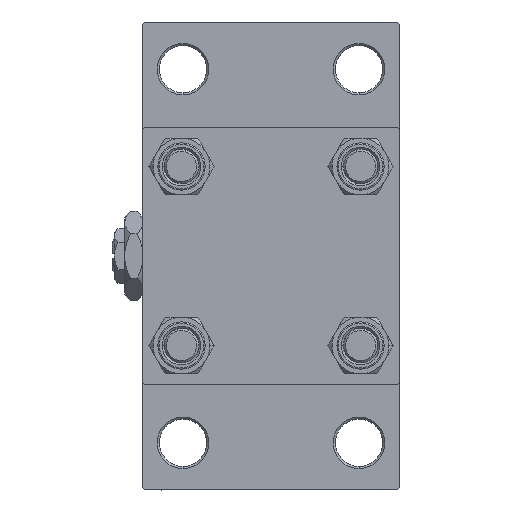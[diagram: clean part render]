
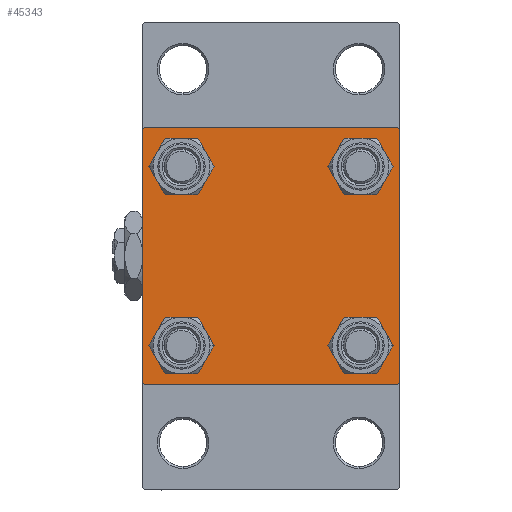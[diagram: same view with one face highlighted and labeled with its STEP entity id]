
A CAD part, left-side view. The second image highlights one B-rep face of the part: STEP entity #45343.
In plain terms, the highlighted planar face has unit normal (-1, 0, 0).
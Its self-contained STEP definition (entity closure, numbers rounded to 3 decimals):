
#46 = VERTEX_POINT ( 'NONE', #35342 ) ;
#1660 = EDGE_LOOP ( 'NONE', ( #11809, #34513 ) ) ;
#3478 = VERTEX_POINT ( 'NONE', #18127 ) ;
#4827 = DIRECTION ( 'NONE',  ( 0., 0., 1. ) ) ;
#5648 = CARTESIAN_POINT ( 'NONE',  ( 0., 20.85, -20.85 ) ) ;
#5791 = DIRECTION ( 'NONE',  ( 0., 0., 1. ) ) ;
#6093 = CARTESIAN_POINT ( 'NONE',  ( 0., -29.75, -29.75 ) ) ;
#6335 = CARTESIAN_POINT ( 'NONE',  ( 0., 20.85, 16.35 ) ) ;
#6636 = CARTESIAN_POINT ( 'NONE',  ( 0., 30., 30. ) ) ;
#6861 = CARTESIAN_POINT ( 'NONE',  ( 0., 30., 30. ) ) ;
#6985 = DIRECTION ( 'NONE',  ( 0., -0.707, -0.707 ) ) ;
#7071 = AXIS2_PLACEMENT_3D ( 'NONE', #46710, #46465, #4827 ) ;
#7109 = VERTEX_POINT ( 'NONE', #6335 ) ;
#7140 = CARTESIAN_POINT ( 'NONE',  ( 0., 20.85, 20.85 ) ) ;
#7199 = DIRECTION ( 'NONE',  ( 1., 0., 0. ) ) ;
#7238 = AXIS2_PLACEMENT_3D ( 'NONE', #13463, #17200, #24706 ) ;
#7718 = LINE ( 'NONE', #19422, #11952 ) ;
#7924 = CARTESIAN_POINT ( 'NONE',  ( 0., 20.85, 25.35 ) ) ;
#8291 = CARTESIAN_POINT ( 'NONE',  ( 0., 29.75, 29.75 ) ) ;
#8492 = DIRECTION ( 'NONE',  ( 0., 0., 1. ) ) ;
#8653 = VERTEX_POINT ( 'NONE', #37845 ) ;
#10010 = ORIENTED_EDGE ( 'NONE', *, *, #26628, .T. ) ;
#11271 = DIRECTION ( 'NONE',  ( 0., 0., -1. ) ) ;
#11809 = ORIENTED_EDGE ( 'NONE', *, *, #31096, .T. ) ;
#11952 = VECTOR ( 'NONE', #6985, 1000. ) ;
#12362 = ORIENTED_EDGE ( 'NONE', *, *, #41105, .T. ) ;
#12508 = PLANE ( 'NONE',  #37136 ) ;
#12509 = VERTEX_POINT ( 'NONE', #38250 ) ;
#12758 = FACE_BOUND ( 'NONE', #41356, .T. ) ;
#12859 = DIRECTION ( 'NONE',  ( 1., 0., 0. ) ) ;
#13025 = CIRCLE ( 'NONE', #31381, 4.5 ) ;
#13145 = VERTEX_POINT ( 'NONE', #18369 ) ;
#13463 = CARTESIAN_POINT ( 'NONE',  ( 0., -20.85, -20.85 ) ) ;
#14378 = DIRECTION ( 'NONE',  ( 0., 0., 1. ) ) ;
#14646 = VERTEX_POINT ( 'NONE', #39098 ) ;
#14921 = CARTESIAN_POINT ( 'NONE',  ( 0., -20.85, 20.85 ) ) ;
#15088 = VERTEX_POINT ( 'NONE', #28833 ) ;
#15380 = ORIENTED_EDGE ( 'NONE', *, *, #25415, .F. ) ;
#15412 = EDGE_CURVE ( 'NONE', #8653, #43801, #28611, .T. ) ;
#16004 = CARTESIAN_POINT ( 'NONE',  ( 0., -30., 30. ) ) ;
#16254 = FACE_BOUND ( 'NONE', #1660, .T. ) ;
#16515 = CARTESIAN_POINT ( 'NONE',  ( 0., 20.85, 20.85 ) ) ;
#16705 = AXIS2_PLACEMENT_3D ( 'NONE', #5648, #12859, #46792 ) ;
#16751 = FACE_BOUND ( 'NONE', #44294, .T. ) ;
#16997 = CARTESIAN_POINT ( 'NONE',  ( 0., 0., 0. ) ) ;
#17200 = DIRECTION ( 'NONE',  ( 1., 0., 0. ) ) ;
#17489 = CARTESIAN_POINT ( 'NONE',  ( 0., -20.85, 25.35 ) ) ;
#17805 = AXIS2_PLACEMENT_3D ( 'NONE', #16515, #31988, #43437 ) ;
#18007 = VECTOR ( 'NONE', #24627, 1000. ) ;
#18034 = CARTESIAN_POINT ( 'NONE',  ( 0., 30., -30. ) ) ;
#18081 = ORIENTED_EDGE ( 'NONE', *, *, #42160, .T. ) ;
#18127 = CARTESIAN_POINT ( 'NONE',  ( 0., 29.5, 30. ) ) ;
#18225 = ORIENTED_EDGE ( 'NONE', *, *, #19194, .T. ) ;
#18315 = DIRECTION ( 'NONE',  ( 0., 0., -1. ) ) ;
#18369 = CARTESIAN_POINT ( 'NONE',  ( 0., 30., -29.5 ) ) ;
#19020 = EDGE_CURVE ( 'NONE', #43801, #8653, #38215, .T. ) ;
#19120 = AXIS2_PLACEMENT_3D ( 'NONE', #14921, #7199, #26900 ) ;
#19194 = EDGE_CURVE ( 'NONE', #15088, #13145, #41023, .T. ) ;
#19219 = CIRCLE ( 'NONE', #43119, 4.5 ) ;
#19264 = LINE ( 'NONE', #8291, #26264 ) ;
#19422 = CARTESIAN_POINT ( 'NONE',  ( 0., 29.75, -29.75 ) ) ;
#19992 = EDGE_CURVE ( 'NONE', #13145, #14646, #7718, .T. ) ;
#20513 = DIRECTION ( 'NONE',  ( -1., 0., 0. ) ) ;
#20641 = LINE ( 'NONE', #35346, #18007 ) ;
#20799 = ORIENTED_EDGE ( 'NONE', *, *, #23080, .T. ) ;
#20870 = EDGE_CURVE ( 'NONE', #36820, #44344, #23148, .T. ) ;
#21060 = LINE ( 'NONE', #6093, #21170 ) ;
#21061 = DIRECTION ( 'NONE',  ( 0., -1., 0. ) ) ;
#21170 = VECTOR ( 'NONE', #36513, 1000. ) ;
#21408 = CARTESIAN_POINT ( 'NONE',  ( 0., -30., -29.5 ) ) ;
#22812 = CARTESIAN_POINT ( 'NONE',  ( 0., 20.85, -16.35 ) ) ;
#23080 = EDGE_CURVE ( 'NONE', #45458, #12509, #34257, .T. ) ;
#23148 = CIRCLE ( 'NONE', #7238, 4.5 ) ;
#23449 = ORIENTED_EDGE ( 'NONE', *, *, #15412, .T. ) ;
#24627 = DIRECTION ( 'NONE',  ( 0., 0.707, 0.707 ) ) ;
#24706 = DIRECTION ( 'NONE',  ( 0., 0., 1. ) ) ;
#25012 = CIRCLE ( 'NONE', #17805, 4.5 ) ;
#25415 = EDGE_CURVE ( 'NONE', #3478, #46, #40293, .T. ) ;
#25851 = VERTEX_POINT ( 'NONE', #43855 ) ;
#26264 = VECTOR ( 'NONE', #30754, 1000. ) ;
#26463 = ORIENTED_EDGE ( 'NONE', *, *, #31542, .T. ) ;
#26628 = EDGE_CURVE ( 'NONE', #3478, #15088, #19264, .T. ) ;
#26900 = DIRECTION ( 'NONE',  ( 0., 0., 1. ) ) ;
#27451 = ORIENTED_EDGE ( 'NONE', *, *, #19992, .T. ) ;
#28524 = EDGE_CURVE ( 'NONE', #12509, #45458, #19219, .T. ) ;
#28611 = CIRCLE ( 'NONE', #7071, 4.5 ) ;
#28743 = DIRECTION ( 'NONE',  ( 0., 0., 1. ) ) ;
#28833 = CARTESIAN_POINT ( 'NONE',  ( 0., 30., 29.5 ) ) ;
#29174 = CARTESIAN_POINT ( 'NONE',  ( 0., -20.85, -16.35 ) ) ;
#30389 = VECTOR ( 'NONE', #41027, 1000. ) ;
#30754 = DIRECTION ( 'NONE',  ( 0., 0.707, -0.707 ) ) ;
#31096 = EDGE_CURVE ( 'NONE', #45738, #7109, #48042, .T. ) ;
#31381 = AXIS2_PLACEMENT_3D ( 'NONE', #36941, #33441, #28743 ) ;
#31542 = EDGE_CURVE ( 'NONE', #14646, #25851, #43990, .T. ) ;
#31948 = CARTESIAN_POINT ( 'NONE',  ( 0., -20.85, 20.85 ) ) ;
#31988 = DIRECTION ( 'NONE',  ( 1., 0., 0. ) ) ;
#32110 = AXIS2_PLACEMENT_3D ( 'NONE', #7140, #48530, #14378 ) ;
#32236 = FACE_OUTER_BOUND ( 'NONE', #33801, .T. ) ;
#33223 = VECTOR ( 'NONE', #11271, 1000. ) ;
#33399 = ORIENTED_EDGE ( 'NONE', *, *, #44150, .F. ) ;
#33441 = DIRECTION ( 'NONE',  ( 1., 0., 0. ) ) ;
#33801 = EDGE_LOOP ( 'NONE', ( #18225, #27451, #26463, #12362, #33399, #18081, #15380, #10010 ) ) ;
#34257 = CIRCLE ( 'NONE', #19120, 4.5 ) ;
#34513 = ORIENTED_EDGE ( 'NONE', *, *, #37235, .T. ) ;
#35342 = CARTESIAN_POINT ( 'NONE',  ( 0., -29.5, 30. ) ) ;
#35346 = CARTESIAN_POINT ( 'NONE',  ( 0., -29.75, 29.75 ) ) ;
#35467 = FACE_BOUND ( 'NONE', #44183, .T. ) ;
#36513 = DIRECTION ( 'NONE',  ( 0., -0.707, 0.707 ) ) ;
#36626 = EDGE_CURVE ( 'NONE', #44344, #36820, #13025, .T. ) ;
#36820 = VERTEX_POINT ( 'NONE', #29174 ) ;
#36941 = CARTESIAN_POINT ( 'NONE',  ( 0., -20.85, -20.85 ) ) ;
#37136 = AXIS2_PLACEMENT_3D ( 'NONE', #16997, #20513, #5791 ) ;
#37235 = EDGE_CURVE ( 'NONE', #7109, #45738, #25012, .T. ) ;
#37564 = VECTOR ( 'NONE', #21061, 1000. ) ;
#37845 = CARTESIAN_POINT ( 'NONE',  ( 0., 20.85, -25.35 ) ) ;
#38215 = CIRCLE ( 'NONE', #16705, 4.5 ) ;
#38250 = CARTESIAN_POINT ( 'NONE',  ( 0., -20.85, 16.35 ) ) ;
#38948 = CARTESIAN_POINT ( 'NONE',  ( 0., -20.85, -25.35 ) ) ;
#39098 = CARTESIAN_POINT ( 'NONE',  ( 0., 29.5, -30. ) ) ;
#39408 = DIRECTION ( 'NONE',  ( 1., 0., 0. ) ) ;
#39449 = CARTESIAN_POINT ( 'NONE',  ( 0., -30., 29.5 ) ) ;
#40293 = LINE ( 'NONE', #6636, #30389 ) ;
#41023 = LINE ( 'NONE', #6861, #43844 ) ;
#41027 = DIRECTION ( 'NONE',  ( 0., -1., 0. ) ) ;
#41105 = EDGE_CURVE ( 'NONE', #25851, #46816, #21060, .T. ) ;
#41356 = EDGE_LOOP ( 'NONE', ( #43817, #42890 ) ) ;
#42160 = EDGE_CURVE ( 'NONE', #42312, #46, #20641, .T. ) ;
#42312 = VERTEX_POINT ( 'NONE', #39449 ) ;
#42695 = ORIENTED_EDGE ( 'NONE', *, *, #28524, .T. ) ;
#42890 = ORIENTED_EDGE ( 'NONE', *, *, #36626, .T. ) ;
#43119 = AXIS2_PLACEMENT_3D ( 'NONE', #31948, #39408, #8492 ) ;
#43437 = DIRECTION ( 'NONE',  ( 0., 0., 1. ) ) ;
#43801 = VERTEX_POINT ( 'NONE', #22812 ) ;
#43817 = ORIENTED_EDGE ( 'NONE', *, *, #20870, .T. ) ;
#43844 = VECTOR ( 'NONE', #18315, 1000. ) ;
#43855 = CARTESIAN_POINT ( 'NONE',  ( 0., -29.5, -30. ) ) ;
#43990 = LINE ( 'NONE', #18034, #37564 ) ;
#44150 = EDGE_CURVE ( 'NONE', #42312, #46816, #49177, .T. ) ;
#44183 = EDGE_LOOP ( 'NONE', ( #20799, #42695 ) ) ;
#44294 = EDGE_LOOP ( 'NONE', ( #46055, #23449 ) ) ;
#44344 = VERTEX_POINT ( 'NONE', #38948 ) ;
#45343 = ADVANCED_FACE ( 'NONE', ( #35467, #12758, #16751, #16254, #32236 ), #12508, .T. ) ;
#45458 = VERTEX_POINT ( 'NONE', #17489 ) ;
#45738 = VERTEX_POINT ( 'NONE', #7924 ) ;
#46055 = ORIENTED_EDGE ( 'NONE', *, *, #19020, .T. ) ;
#46465 = DIRECTION ( 'NONE',  ( 1., 0., 0. ) ) ;
#46710 = CARTESIAN_POINT ( 'NONE',  ( 0., 20.85, -20.85 ) ) ;
#46792 = DIRECTION ( 'NONE',  ( 0., 0., 1. ) ) ;
#46816 = VERTEX_POINT ( 'NONE', #21408 ) ;
#48042 = CIRCLE ( 'NONE', #32110, 4.5 ) ;
#48530 = DIRECTION ( 'NONE',  ( 1., 0., 0. ) ) ;
#49177 = LINE ( 'NONE', #16004, #33223 ) ;
